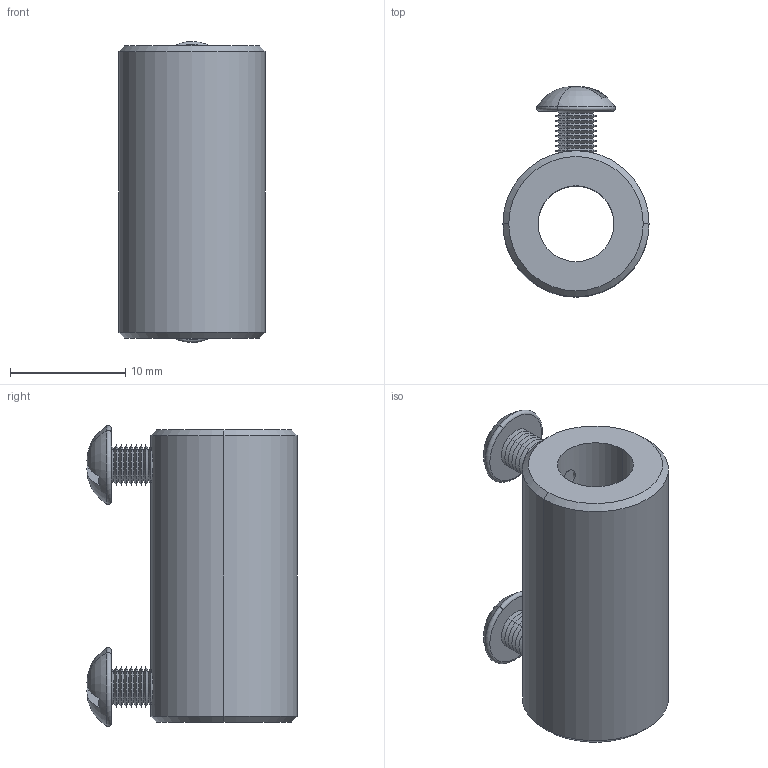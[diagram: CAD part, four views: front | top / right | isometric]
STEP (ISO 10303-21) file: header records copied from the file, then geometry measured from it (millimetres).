
FILE_DESCRIPTION (( 'STEP AP203' ), '1' );
FILE_NAME ('A0725-6-CN.STEP', '2020-09-25T12:35:56', ( '' ), ( '' ), 'SwSTEP 2.0', 'SolidWorks 2020', '' );
FILE_SCHEMA (( 'CONFIG_CONTROL_DESIGN' ));
Length unit declared in the file: inch
Products named in the file (1): A0725-6-CN
Bounding box: 12.7 x 18.26 x 26.16 mm (x, y, z)
Volume: 2482.7 mm3; surface area: 2253.1 mm2
Topology: 3 solids, 3 shells, 198 faces, 404 edges, 216 vertices
Faces by surface type: cone 164, plane 18, cylinder 8, torus 8
Entity records: 5363 total; most frequent: CARTESIAN_POINT 1071, DIRECTION 978, ORIENTED_EDGE 808, EDGE_CURVE 404, AXIS2_PLACEMENT_3D 395, VERTEX_POINT 216, EDGE_LOOP 208, ADVANCED_FACE 198
